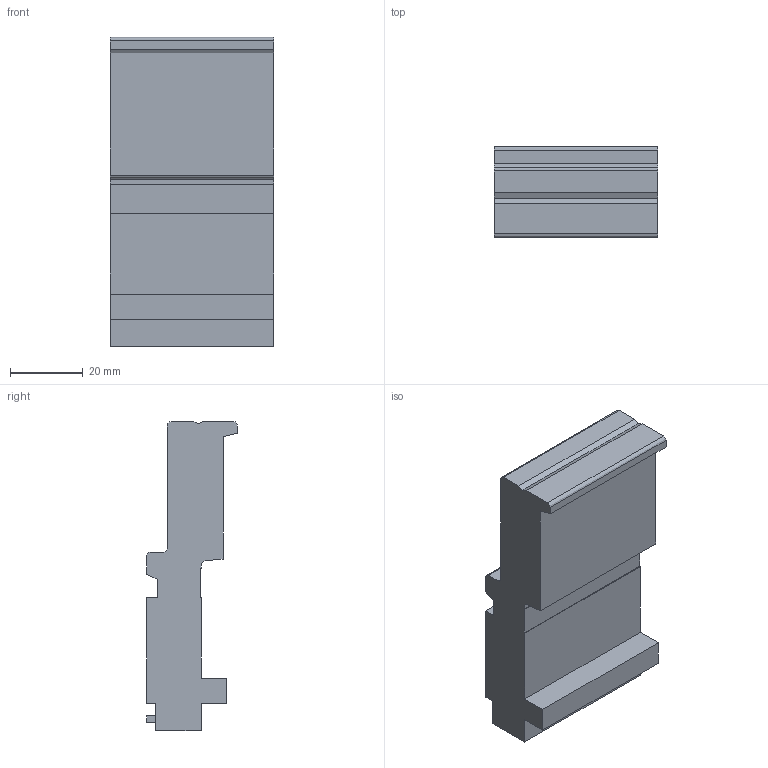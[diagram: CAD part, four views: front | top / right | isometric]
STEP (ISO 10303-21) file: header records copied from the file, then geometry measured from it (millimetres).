
FILE_DESCRIPTION(/* description */ (''),/* implementation_level */ '2;1');
FILE_NAME(/* name */ '3d_SM1X3241P.stp',/* time_stamp */ '2017-06-30T10:56:44+02:00',/* author */ ('Andrzej'),/* organization */ (''),/* preprocessor_version */ 'ST-DEVELOPER v15.5',/* originating_system */ 'AutoCAD Mechanical',/* authorisation */ '');
FILE_SCHEMA (('AUTOMOTIVE_DESIGN { 1 0 10303 214 3 1 1 }'));
Length unit declared in the file: millimetre
Products named in the file (1): Product
Bounding box: 45 x 25 x 85 mm (x, y, z)
Volume: 59578.6 mm3; surface area: 13313.4 mm2
Topology: 1 solids, 1 shells, 40 faces, 178 edges, 208 vertices
Faces by surface type: plane 34, cylinder 6
Entity records: 1770 total; most frequent: CARTESIAN_POINT 427, DIRECTION 278, ORIENTED_EDGE 222, LINE 160, VECTOR 160, EDGE_CURVE 111, VERTEX_POINT 74, TRIMMED_CURVE 67
